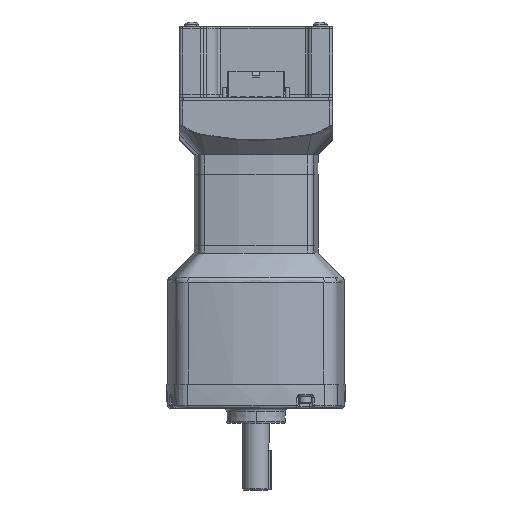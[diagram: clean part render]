
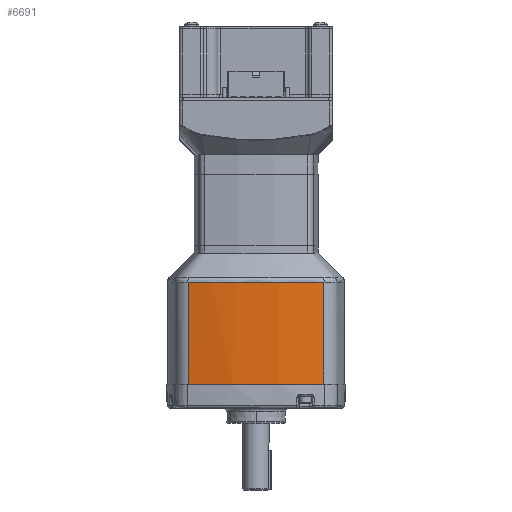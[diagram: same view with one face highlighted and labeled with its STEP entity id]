
A CAD part, front view. The second image highlights one B-rep face of the part: STEP entity #6691.
In plain terms, the highlighted cylindrical face has radius 148.082 mm (diameter 296.164 mm), a partial arc.
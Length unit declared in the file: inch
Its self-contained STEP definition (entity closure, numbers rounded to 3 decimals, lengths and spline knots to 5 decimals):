
#6691 = ADVANCED_FACE ( 'NONE', ( #17041 ), #16078, .T. ) ;
#7561 = CARTESIAN_POINT ( 'NONE',  ( 1.28869, -1.54529, -0.70331 ) ) ;
#7585 = CARTESIAN_POINT ( 'NONE',  ( 1.29534, -1.54377, -0.70379 ) ) ;
#7641 = CARTESIAN_POINT ( 'NONE',  ( 1.28203, -1.5468, -0.70321 ) ) ;
#7644 = CARTESIAN_POINT ( 'NONE',  ( 1.26871, -1.54978, -0.70319 ) ) ;
#7648 = CARTESIAN_POINT ( 'NONE',  ( 1.24872, -1.55423, -0.70316 ) ) ;
#7652 = CARTESIAN_POINT ( 'NONE',  ( 1.20204, -1.56435, -0.70309 ) ) ;
#7654 = CARTESIAN_POINT ( 'NONE',  ( 1.16195, -1.5726, -0.70303 ) ) ;
#7657 = CARTESIAN_POINT ( 'NONE',  ( 1.08167, -1.58854, -0.70292 ) ) ;
#7661 = CARTESIAN_POINT ( 'NONE',  ( 0.97437, -1.60828, -0.70278 ) ) ;
#7664 = CARTESIAN_POINT ( 'NONE',  ( 0.86655, -1.625, -0.70268 ) ) ;
#7668 = CARTESIAN_POINT ( 'NONE',  ( 0.75845, -1.64021, -0.70258 ) ) ;
#7672 = CARTESIAN_POINT ( 'NONE',  ( 0.70423, -1.64707, -0.70255 ) ) ;
#7675 = CARTESIAN_POINT ( 'NONE',  ( 0.4332, -1.67748, -0.70236 ) ) ;
#7678 = CARTESIAN_POINT ( 'NONE',  ( 0.21646, -1.68951, -0.70227 ) ) ;
#7681 = CARTESIAN_POINT ( 'NONE',  ( -0.21689, -1.68949, -0.70227 ) ) ;
#7684 = CARTESIAN_POINT ( 'NONE',  ( -0.43349, -1.67744, -0.70236 ) ) ;
#7688 = CARTESIAN_POINT ( 'NONE',  ( -0.75827, -1.641, -0.70258 ) ) ;
#7692 = CARTESIAN_POINT ( 'NONE',  ( -0.86659, -1.62577, -0.70267 ) ) ;
#7695 = CARTESIAN_POINT ( 'NONE',  ( -1.02799, -1.59841, -0.70285 ) ) ;
#7699 = CARTESIAN_POINT ( 'NONE',  ( -1.08165, -1.58854, -0.70292 ) ) ;
#7702 = CARTESIAN_POINT ( 'NONE',  ( -1.16194, -1.5726, -0.70303 ) ) ;
#7704 = CARTESIAN_POINT ( 'NONE',  ( -1.20203, -1.56435, -0.70309 ) ) ;
#7707 = CARTESIAN_POINT ( 'NONE',  ( -1.24872, -1.55423, -0.70316 ) ) ;
#7711 = CARTESIAN_POINT ( 'NONE',  ( -1.26871, -1.54978, -0.70319 ) ) ;
#7713 = CARTESIAN_POINT ( 'NONE',  ( -1.28203, -1.5468, -0.70321 ) ) ;
#7717 = CARTESIAN_POINT ( 'NONE',  ( -1.28869, -1.54529, -0.70331 ) ) ;
#7720 = CARTESIAN_POINT ( 'NONE',  ( -1.29534, -1.54377, -0.70379 ) ) ;
#8991 = CARTESIAN_POINT ( 'NONE',  ( -1.29534, -1.54377, 4.13563 ) ) ;
#8994 = DIRECTION ( 'NONE',  ( 0., 0., -1. ) ) ;
#10106 = AXIS2_PLACEMENT_3D ( 'NONE', #38564, #38566, #38569 ) ;
#10767 = CARTESIAN_POINT ( 'NONE',  ( 1.29534, -1.54377, -2.636 ) ) ;
#11534 = CARTESIAN_POINT ( 'NONE',  ( -1.29534, -1.54377, -2.636 ) ) ;
#11957 = CARTESIAN_POINT ( 'NONE',  ( -1.29534, -1.54377, -0.70379 ) ) ;
#11961 = CARTESIAN_POINT ( 'NONE',  ( 1.29534, -1.54377, -0.70379 ) ) ;
#16078 = CYLINDRICAL_SURFACE ( 'NONE', #18931, 5.83 ) ;
#17041 = FACE_OUTER_BOUND ( 'NONE', #34749, .T. ) ;
#17149 = VERTEX_POINT ( 'NONE', #11534 ) ;
#17371 = VERTEX_POINT ( 'NONE', #10767 ) ;
#17518 = VERTEX_POINT ( 'NONE', #11961 ) ;
#17525 = VERTEX_POINT ( 'NONE', #11957 ) ;
#18931 = AXIS2_PLACEMENT_3D ( 'NONE', #26747, #26743, #26751 ) ;
#25372 = ORIENTED_EDGE ( 'NONE', *, *, #27826, .F. ) ;
#25412 = ORIENTED_EDGE ( 'NONE', *, *, #27627, .T. ) ;
#25471 = ORIENTED_EDGE ( 'NONE', *, *, #27740, .T. ) ;
#26743 = DIRECTION ( 'NONE',  ( 0., 0., -1. ) ) ;
#26747 = CARTESIAN_POINT ( 'NONE',  ( 0., 4.1405, 4.13563 ) ) ;
#26751 = DIRECTION ( 'NONE',  ( -1., 0., 0. ) ) ;
#27627 = EDGE_CURVE ( 'NONE', #17518, #17525, #37927, .T. ) ;
#27740 = EDGE_CURVE ( 'NONE', #17525, #17149, #36219, .T. ) ;
#27826 = EDGE_CURVE ( 'NONE', #17371, #17149, #36162, .T. ) ;
#27853 = EDGE_CURVE ( 'NONE', #17518, #17371, #36137, .T. ) ;
#29363 = ORIENTED_EDGE ( 'NONE', *, *, #27853, .F. ) ;
#34749 = EDGE_LOOP ( 'NONE', ( #25372, #29363, #25412, #25471 ) ) ;
#36134 = VECTOR ( 'NONE', #38789, 39.37008 ) ;
#36137 = LINE ( 'NONE', #38786, #36134 ) ;
#36162 = CIRCLE ( 'NONE', #10106, 5.83 ) ;
#36218 = VECTOR ( 'NONE', #8994, 39.37008 ) ;
#36219 = LINE ( 'NONE', #8991, #36218 ) ;
#37927 = B_SPLINE_CURVE_WITH_KNOTS ( 'NONE', 3,
 ( #7585, #7561, #7641, #7644, #7648, #7652, #7654, #7657, #7661, #7664, #7668, #7672, #7675, #7678, #7681, #7684, #7688, #7692, #7695, #7699, #7702, #7704, #7707, #7711, #7713, #7717, #7720 ),
 .UNSPECIFIED., .F., .F.,
 ( 4, 2, 1, 1, 2, 1, 2, 2, 2, 2, 2, 2, 1, 1, 2, 4 ),
 ( 0., 0.00052, 0.00104, 0.00208, 0.00416, 0.00831, 0.01247, 0.01663, 0.03325, 0.04988, 0.05819, 0.06235, 0.06443, 0.06547, 0.06599, 0.0665 ),
 .UNSPECIFIED. ) ;
#38564 = CARTESIAN_POINT ( 'NONE',  ( 0., 4.1405, -2.636 ) ) ;
#38566 = DIRECTION ( 'NONE',  ( 0., 0., -1. ) ) ;
#38569 = DIRECTION ( 'NONE',  ( -1., 0., 0. ) ) ;
#38786 = CARTESIAN_POINT ( 'NONE',  ( 1.29534, -1.54377, 4.13563 ) ) ;
#38789 = DIRECTION ( 'NONE',  ( 0., 0., -1. ) ) ;
